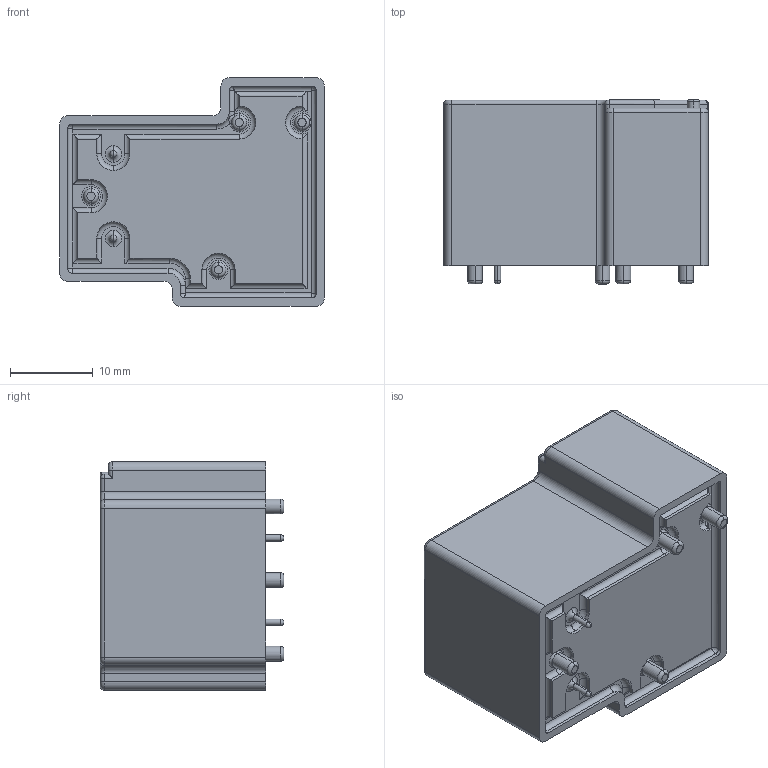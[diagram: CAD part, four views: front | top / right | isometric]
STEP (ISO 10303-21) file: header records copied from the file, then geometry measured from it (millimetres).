
FILE_DESCRIPTION (( 'STEP AP214' ), '1' );
FILE_NAME ('A88568C3-FDE5-41F5-8C6E-5A1AC3C61F61.STEP', '2023-11-23T14:17:03', ( '' ), ( '' ), 'SwSTEP 2.0', 'SolidWorks 2022', '' );
FILE_SCHEMA (( 'AUTOMOTIVE_DESIGN' ));
Length unit declared in the file: millimetre
Products named in the file (1): A88568C3-FDE5-41F5-8C6E-5A1AC3C61F61
Bounding box: 32 x 22.2 x 27.6 mm (x, y, z)
Volume: 14812.7 mm3; surface area: 4047.1 mm2
Topology: 1 solids, 1 shells, 351 faces, 873 edges, 537 vertices
Faces by surface type: plane 152, cylinder 109, torus 44, bspline 40, sphere 6
Entity records: 14444 total; most frequent: CARTESIAN_POINT 4092, ORIENTED_EDGE 1720, DIRECTION 1631, EDGE_CURVE 860, AXIS2_PLACEMENT_3D 560, VERTEX_POINT 535, LINE 511, VECTOR 511
